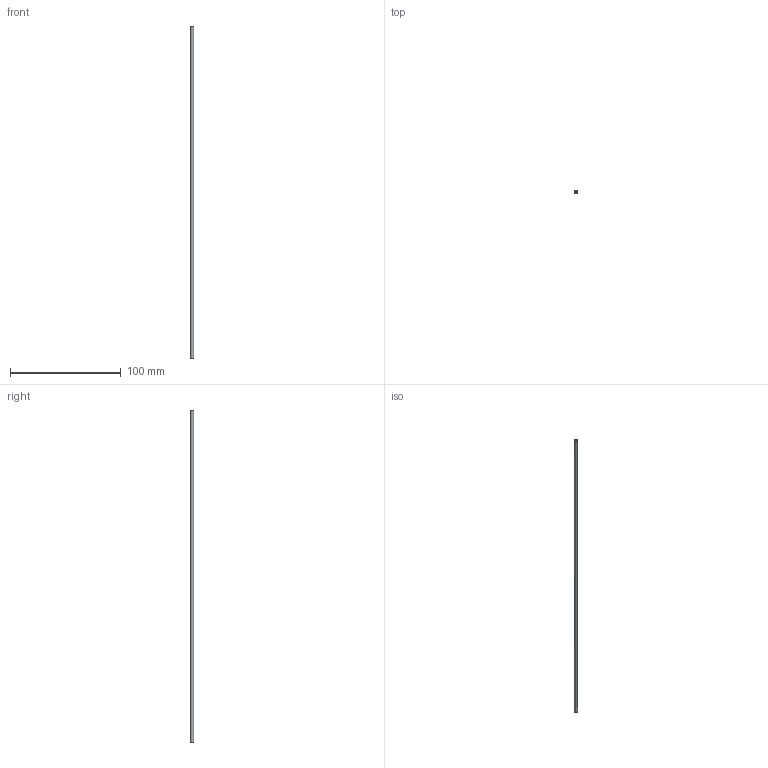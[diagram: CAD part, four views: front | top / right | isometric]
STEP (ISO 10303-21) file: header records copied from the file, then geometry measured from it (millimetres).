
FILE_DESCRIPTION(/* description */ (''),/* implementation_level */ '2;1');
FILE_NAME(/* name */ 'A-CT3_08-2-300.stp',/* time_stamp */ '2018-10-09T08:34:59+01:00',/* author */ ('paul'),/* organization */ (''),/* preprocessor_version */ 'ST-DEVELOPER v17.2',/* originating_system */ 'Autodesk Inventor 2019',/* authorisation */ '');
FILE_SCHEMA (('AUTOMOTIVE_DESIGN { 1 0 10303 214 3 1 1 }'));
Length unit declared in the file: millimetre
Products named in the file (1): A-CT3_08-2-300
Bounding box: 3 x 3 x 300 mm (x, y, z)
Volume: 1819 mm3; surface area: 4347.5 mm2
Topology: 1 solids, 1 shells, 5 faces, 9 edges, 6 vertices
Faces by surface type: cylinder 3, plane 2
Full cylindrical faces by diameter (mm): 0.8 x2, 3 x1
Entity records: 178 total; most frequent: DIRECTION 27, CARTESIAN_POINT 21, ORIENTED_EDGE 18, AXIS2_PLACEMENT_3D 12, EDGE_LOOP 9, EDGE_CURVE 9, CIRCLE 6, VERTEX_POINT 6
